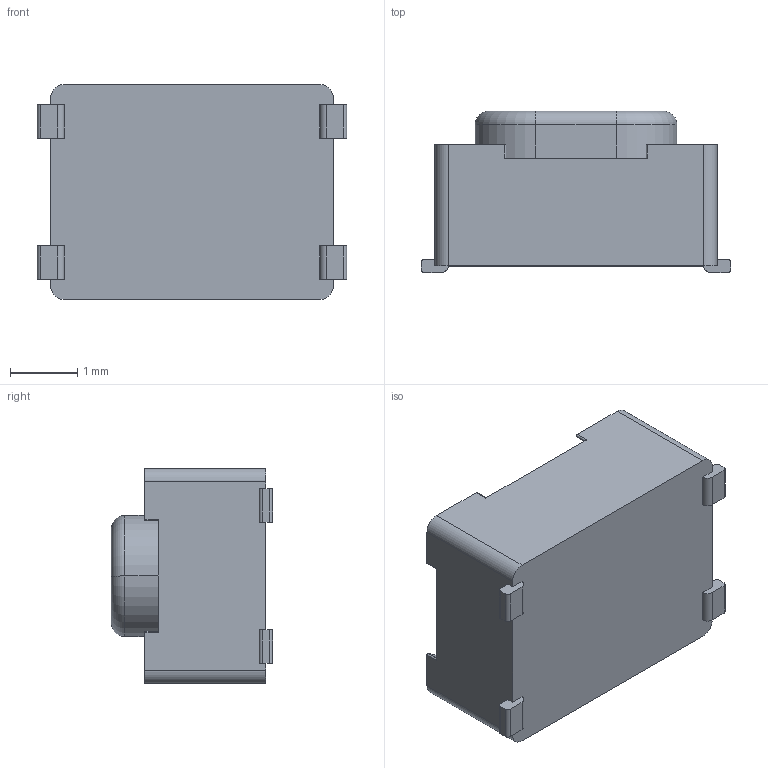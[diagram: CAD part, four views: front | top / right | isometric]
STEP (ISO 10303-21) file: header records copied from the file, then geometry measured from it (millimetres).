
FILE_DESCRIPTION (( 'STEP AP214' ), '1' );
FILE_NAME ('PTS810.STEP', '2017-10-31T19:07:58', ( '' ), ( '' ), 'SwSTEP 2.0', 'SolidWorks 2016', '' );
FILE_SCHEMA (( 'AUTOMOTIVE_DESIGN' ));
Length unit declared in the file: millimetre
Products named in the file (1): PTS810
Bounding box: 4.6 x 2.4 x 3.2 mm (x, y, z)
Volume: 25.1 mm3; surface area: 58.8 mm2
Topology: 1 solids, 1 shells, 73 faces, 204 edges, 134 vertices
Faces by surface type: plane 37, cylinder 32, torus 4
Entity records: 2845 total; most frequent: DIRECTION 422, CARTESIAN_POINT 412, ORIENTED_EDGE 408, EDGE_CURVE 204, AXIS2_PLACEMENT_3D 144, VECTOR 134, LINE 134, VERTEX_POINT 134
